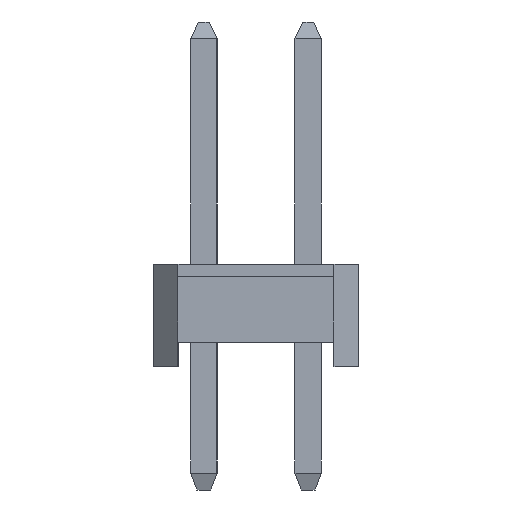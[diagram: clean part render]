
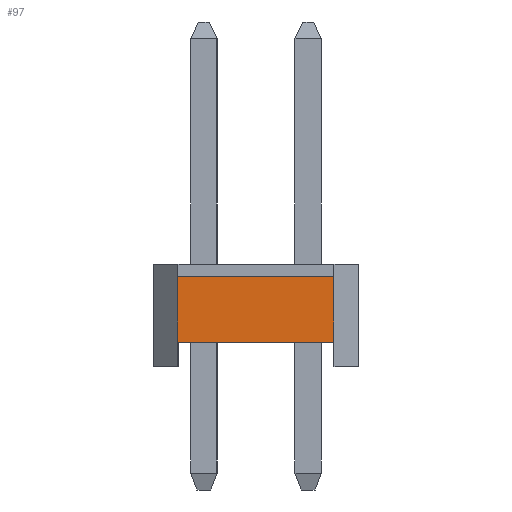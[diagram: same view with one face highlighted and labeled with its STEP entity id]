
A CAD part, left-side view. The second image highlights one B-rep face of the part: STEP entity #97.
In plain terms, the highlighted planar face has unit normal (-1, 0, 0).
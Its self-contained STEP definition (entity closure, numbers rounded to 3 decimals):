
#97 = ADVANCED_FACE ( 'NONE', ( #20822 ), #2173, .F. ) ;
#117 = VECTOR ( 'NONE', #1444, 1000. ) ;
#246 = CARTESIAN_POINT ( 'NONE',  ( -1.27, -1.9, 2.2 ) ) ;
#1444 = DIRECTION ( 'NONE',  ( 0., -1., 0. ) ) ;
#1717 = ORIENTED_EDGE ( 'NONE', *, *, #15745, .T. ) ;
#1920 = LINE ( 'NONE', #19324, #28481 ) ;
#2173 = PLANE ( 'NONE',  #12405 ) ;
#3870 = DIRECTION ( 'NONE',  ( 0., 0., -1. ) ) ;
#4271 = ORIENTED_EDGE ( 'NONE', *, *, #20264, .T. ) ;
#4425 = CARTESIAN_POINT ( 'NONE',  ( -1.27, 1.9, 2.5 ) ) ;
#5720 = CARTESIAN_POINT ( 'NONE',  ( -1.27, 1.9, 2.2 ) ) ;
#7666 = CARTESIAN_POINT ( 'NONE',  ( -1.27, -1.9, 0.6 ) ) ;
#8047 = DIRECTION ( 'NONE',  ( 0., -1., 0. ) ) ;
#11679 = CARTESIAN_POINT ( 'NONE',  ( -1.27, 1.9, 0.6 ) ) ;
#12405 = AXIS2_PLACEMENT_3D ( 'NONE', #4425, #27596, #30137 ) ;
#15745 = EDGE_CURVE ( 'NONE', #29993, #15924, #1920, .T. ) ;
#15924 = VERTEX_POINT ( 'NONE', #16955 ) ;
#16720 = ORIENTED_EDGE ( 'NONE', *, *, #19178, .F. ) ;
#16955 = CARTESIAN_POINT ( 'NONE',  ( -1.27, 1.9, 0.6 ) ) ;
#17678 = EDGE_CURVE ( 'NONE', #32803, #21434, #30720, .T. ) ;
#19178 = EDGE_CURVE ( 'NONE', #29993, #32803, #32887, .T. ) ;
#19324 = CARTESIAN_POINT ( 'NONE',  ( -1.27, 1.9, 2.5 ) ) ;
#19912 = CARTESIAN_POINT ( 'NONE',  ( -1.27, -1.9, 2.2 ) ) ;
#20264 = EDGE_CURVE ( 'NONE', #15924, #21434, #20683, .T. ) ;
#20683 = LINE ( 'NONE', #11679, #117 ) ;
#20822 = FACE_OUTER_BOUND ( 'NONE', #32451, .T. ) ;
#21434 = VERTEX_POINT ( 'NONE', #7666 ) ;
#23910 = VECTOR ( 'NONE', #3870, 1000. ) ;
#26121 = VECTOR ( 'NONE', #8047, 1000. ) ;
#27596 = DIRECTION ( 'NONE',  ( 1., 0., 0. ) ) ;
#28481 = VECTOR ( 'NONE', #31772, 1000. ) ;
#28550 = ORIENTED_EDGE ( 'NONE', *, *, #17678, .F. ) ;
#29993 = VERTEX_POINT ( 'NONE', #5720 ) ;
#30137 = DIRECTION ( 'NONE',  ( 0., 0., -1. ) ) ;
#30720 = LINE ( 'NONE', #32483, #23910 ) ;
#31772 = DIRECTION ( 'NONE',  ( 0., 0., -1. ) ) ;
#32451 = EDGE_LOOP ( 'NONE', ( #28550, #16720, #1717, #4271 ) ) ;
#32483 = CARTESIAN_POINT ( 'NONE',  ( -1.27, -1.9, 2.5 ) ) ;
#32803 = VERTEX_POINT ( 'NONE', #19912 ) ;
#32887 = LINE ( 'NONE', #246, #26121 ) ;
